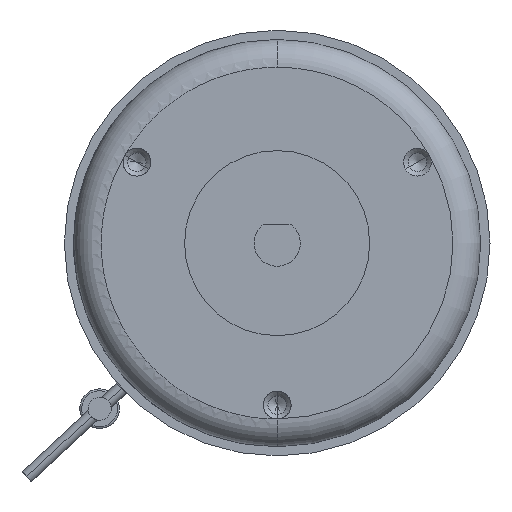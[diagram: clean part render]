
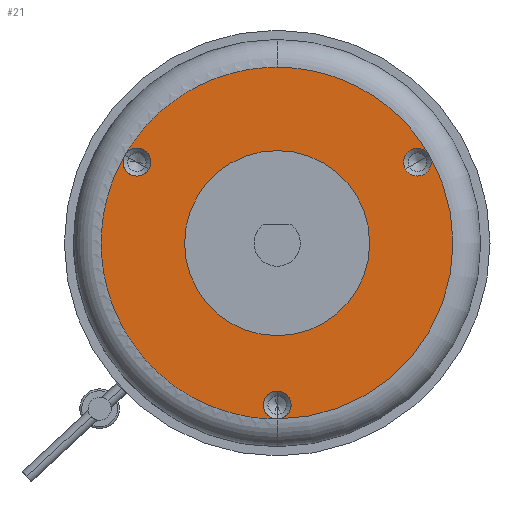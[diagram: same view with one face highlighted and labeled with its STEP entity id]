
A CAD part, left-side view. The second image highlights one B-rep face of the part: STEP entity #21.
In plain terms, the highlighted planar face has unit normal (1, 0, 0).
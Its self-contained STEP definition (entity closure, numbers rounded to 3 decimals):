
#1=CARTESIAN_POINT('POINT5961',(69.2,0.,
   -22.5));
#2=VERTEX_POINT('VERTEX5961',#1);
#3=CARTESIAN_POINT('POINT5962',(69.2,0.,
   22.5));
#4=VERTEX_POINT('VERTEX5962',#3);
#5=CARTESIAN_POINT('POS8150',(69.2,0.,0.));
#6=DIRECTION('DIR12618',(-1.,0.,0.));
#7=DIRECTION('DIR12619',(0.,0.,-1.));
#8=AXIS2_PLACEMENT_3D('AXIS4469',#5,#6,#7);
#9=CIRCLE('ELLIPSE2174',#8,22.5);
#10=EDGE_CURVE('EDGE9783',#2,#4,#9,.T.);
#11=ORIENTED_EDGE('COEDGE19625',*,*,#10,.F.);
#12=EDGE_CURVE('EDGE9784',#4,#2,#9,.T.);
#13=ORIENTED_EDGE('COEDGE19626',*,*,#12,.F.);
#14=EDGE_LOOP('NONE',(#11,#13));
#15=FACE_BOUND('LOOP1',#14,.T.);
#16=CARTESIAN_POINT('POS8151',(69.2,0.,
   -11.25));
#17=DIRECTION('DIR12620',(1.,0.,0.));
#18=DIRECTION('DIR12621',(0.,1.,0.));
#19=AXIS2_PLACEMENT_3D('AXIS4470',#16,#17,#18);
#20=PLANE('PLANE1322',#19);
#21=ADVANCED_FACE('FACE4268',(#15),#20,.T.);
